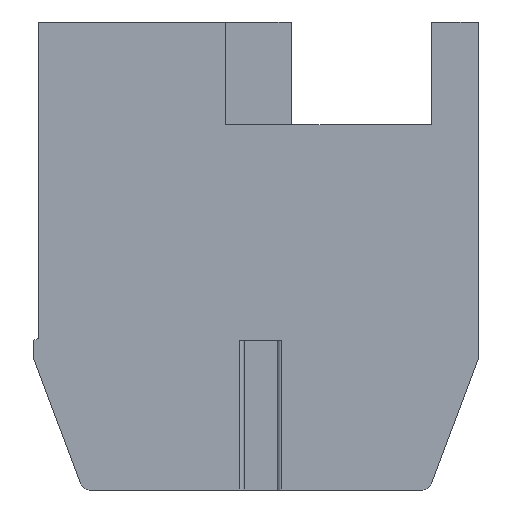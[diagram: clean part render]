
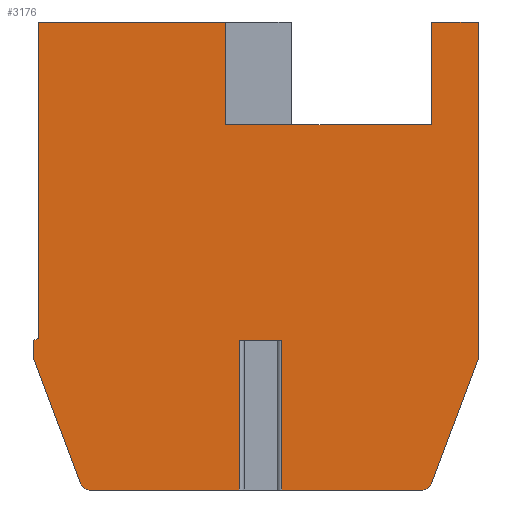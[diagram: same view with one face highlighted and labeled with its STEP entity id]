
A CAD part, front view. The second image highlights one B-rep face of the part: STEP entity #3176.
In plain terms, the highlighted planar face has unit normal (0, -1, 0).
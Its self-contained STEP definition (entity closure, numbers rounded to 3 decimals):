
#1=DIRECTION('',(1.,0.,0.));
#2=VECTOR('',#1,0.906);
#3=CARTESIAN_POINT('',(4.297,0.,-6.8));
#4=LINE('',#3,#2);
#5=DIRECTION('',(0.,0.,-1.));
#6=VECTOR('',#5,3.2);
#7=CARTESIAN_POINT('',(4.297,0.,-6.8));
#8=LINE('',#7,#6);
#9=DIRECTION('',(-1.,0.,0.));
#10=VECTOR('',#9,3.208);
#11=CARTESIAN_POINT('',(4.297,0.,-10.));
#12=LINE('',#11,#10);
#13=CARTESIAN_POINT('',(1.089,0.,-9.8));
#14=DIRECTION('',(0.,1.,0.));
#15=DIRECTION('',(0.,0.,-1.));
#16=AXIS2_PLACEMENT_3D('',#13,#14,#15);
#18=DIRECTION('',(-0.351,0.,0.936));
#19=VECTOR('',#18,2.816);
#20=CARTESIAN_POINT('',(0.901,0.,-9.87));
#21=LINE('',#20,#19);
#22=CARTESIAN_POINT('',(0.1,0.,-7.164));
#23=DIRECTION('',(0.,1.,0.));
#24=DIRECTION('',(-0.936,0.,-0.351));
#25=AXIS2_PLACEMENT_3D('',#22,#23,#24);
#27=DIRECTION('',(0.,0.,1.));
#28=VECTOR('',#27,0.364);
#29=CARTESIAN_POINT('',(-0.1,0.,-7.164));
#30=LINE('',#29,#28);
#31=DIRECTION('',(0.928,0.,0.371));
#32=VECTOR('',#31,0.108);
#33=CARTESIAN_POINT('',(-0.1,0.,-6.8));
#34=LINE('',#33,#32);
#35=DIRECTION('',(0.,0.,1.));
#36=VECTOR('',#35,6.76);
#37=CARTESIAN_POINT('',(0.,0.,-6.76));
#38=LINE('',#37,#36);
#39=DIRECTION('',(1.,0.,0.));
#40=VECTOR('',#39,4.);
#41=CARTESIAN_POINT('',(0.,0.,0.));
#42=LINE('',#41,#40);
#43=DIRECTION('',(0.,0.,-1.));
#44=VECTOR('',#43,2.2);
#45=CARTESIAN_POINT('',(4.,0.,0.));
#46=LINE('',#45,#44);
#47=DIRECTION('',(0.,0.,1.));
#48=VECTOR('',#47,2.2);
#49=CARTESIAN_POINT('',(8.4,0.,-2.2));
#50=LINE('',#49,#48);
#51=DIRECTION('',(1.,0.,0.));
#52=VECTOR('',#51,1.);
#53=CARTESIAN_POINT('',(8.4,0.,0.));
#54=LINE('',#53,#52);
#55=DIRECTION('',(0.,0.,-1.));
#56=VECTOR('',#55,7.164);
#57=CARTESIAN_POINT('',(9.4,0.,0.));
#58=LINE('',#57,#56);
#59=CARTESIAN_POINT('',(9.2,0.,-7.164));
#60=DIRECTION('',(0.,1.,0.));
#61=DIRECTION('',(1.,0.,0.));
#62=AXIS2_PLACEMENT_3D('',#59,#60,#61);
#64=DIRECTION('',(-0.351,0.,-0.936));
#65=VECTOR('',#64,2.816);
#66=CARTESIAN_POINT('',(9.387,0.,-7.234));
#67=LINE('',#66,#65);
#68=CARTESIAN_POINT('',(8.211,0.,-9.8));
#69=DIRECTION('',(0.,1.,0.));
#70=DIRECTION('',(0.936,0.,-0.351));
#71=AXIS2_PLACEMENT_3D('',#68,#69,#70);
#73=DIRECTION('',(-1.,0.,0.));
#74=VECTOR('',#73,3.008);
#75=CARTESIAN_POINT('',(8.211,0.,-10.));
#76=LINE('',#75,#74);
#77=DIRECTION('',(0.,0.,-1.));
#78=VECTOR('',#77,3.2);
#79=CARTESIAN_POINT('',(5.203,0.,-6.8));
#80=LINE('',#79,#78);
#961=DIRECTION('',(-1.,0.,0.));
#962=VECTOR('',#961,4.4);
#963=CARTESIAN_POINT('',(8.4,0.,-2.2));
#964=LINE('',#963,#962);
#2461=CARTESIAN_POINT('',(-0.087,0.,-7.234));
#2462=CARTESIAN_POINT('',(-0.1,0.,-7.164));
#2463=VERTEX_POINT('',#2461);
#2464=VERTEX_POINT('',#2462);
#2465=CARTESIAN_POINT('',(-0.1,0.,-6.8));
#2466=VERTEX_POINT('',#2465);
#2467=CARTESIAN_POINT('',(0.,0.,-6.76));
#2468=VERTEX_POINT('',#2467);
#2469=CARTESIAN_POINT('',(0.,0.,0.));
#2470=VERTEX_POINT('',#2469);
#2471=CARTESIAN_POINT('',(8.4,0.,-2.2));
#2472=CARTESIAN_POINT('',(8.4,0.,0.));
#2473=VERTEX_POINT('',#2471);
#2474=VERTEX_POINT('',#2472);
#2475=CARTESIAN_POINT('',(9.4,0.,0.));
#2476=VERTEX_POINT('',#2475);
#2477=CARTESIAN_POINT('',(9.4,0.,-7.164));
#2478=VERTEX_POINT('',#2477);
#2479=CARTESIAN_POINT('',(9.387,0.,-7.234));
#2480=VERTEX_POINT('',#2479);
#2481=CARTESIAN_POINT('',(8.399,0.,-9.87));
#2482=VERTEX_POINT('',#2481);
#2483=CARTESIAN_POINT('',(8.211,0.,-10.));
#2484=VERTEX_POINT('',#2483);
#2485=CARTESIAN_POINT('',(1.089,0.,-10.));
#2486=CARTESIAN_POINT('',(0.901,0.,-9.87));
#2487=VERTEX_POINT('',#2485);
#2488=VERTEX_POINT('',#2486);
#2693=CARTESIAN_POINT('',(4.,0.,0.));
#2694=CARTESIAN_POINT('',(4.,0.,-2.2));
#2695=VERTEX_POINT('',#2693);
#2696=VERTEX_POINT('',#2694);
#2717=CARTESIAN_POINT('',(4.297,0.,-6.8));
#2718=CARTESIAN_POINT('',(5.203,0.,-6.8));
#2719=VERTEX_POINT('',#2717);
#2720=VERTEX_POINT('',#2718);
#2721=CARTESIAN_POINT('',(4.297,0.,-10.));
#2722=VERTEX_POINT('',#2721);
#2723=CARTESIAN_POINT('',(5.203,0.,-10.));
#2724=VERTEX_POINT('',#2723);
#3129=CARTESIAN_POINT('',(0.,0.,0.));
#3130=DIRECTION('',(0.,1.,0.));
#3131=DIRECTION('',(1.,0.,0.));
#3132=AXIS2_PLACEMENT_3D('',#3129,#3130,#3131);
#3133=PLANE('',#3132);
#3135=ORIENTED_EDGE('',*,*,#3134,.F.);
#3137=ORIENTED_EDGE('',*,*,#3136,.T.);
#3139=ORIENTED_EDGE('',*,*,#3138,.T.);
#3141=ORIENTED_EDGE('',*,*,#3140,.T.);
#3143=ORIENTED_EDGE('',*,*,#3142,.T.);
#3145=ORIENTED_EDGE('',*,*,#3144,.T.);
#3147=ORIENTED_EDGE('',*,*,#3146,.T.);
#3149=ORIENTED_EDGE('',*,*,#3148,.T.);
#3151=ORIENTED_EDGE('',*,*,#3150,.T.);
#3153=ORIENTED_EDGE('',*,*,#3152,.T.);
#3155=ORIENTED_EDGE('',*,*,#3154,.T.);
#3157=ORIENTED_EDGE('',*,*,#3156,.F.);
#3159=ORIENTED_EDGE('',*,*,#3158,.T.);
#3161=ORIENTED_EDGE('',*,*,#3160,.T.);
#3163=ORIENTED_EDGE('',*,*,#3162,.T.);
#3165=ORIENTED_EDGE('',*,*,#3164,.T.);
#3167=ORIENTED_EDGE('',*,*,#3166,.T.);
#3169=ORIENTED_EDGE('',*,*,#3168,.T.);
#3171=ORIENTED_EDGE('',*,*,#3170,.T.);
#3173=ORIENTED_EDGE('',*,*,#3172,.F.);
#3174=EDGE_LOOP('',(#3135,#3137,#3139,#3141,#3143,#3145,#3147,#3149,#3151,#3153,
#3155,#3157,#3159,#3161,#3163,#3165,#3167,#3169,#3171,#3173));
#3175=FACE_OUTER_BOUND('',#3174,.F.);
#3176=ADVANCED_FACE('',(#3175),#3133,.F.);
#17=CIRCLE('',#16,0.2);
#26=CIRCLE('',#25,0.2);
#63=CIRCLE('',#62,0.2);
#72=CIRCLE('',#71,0.2);
#3134=EDGE_CURVE('',#2719,#2720,#4,.T.);
#3136=EDGE_CURVE('',#2719,#2722,#8,.T.);
#3138=EDGE_CURVE('',#2722,#2487,#12,.T.);
#3140=EDGE_CURVE('',#2487,#2488,#17,.T.);
#3142=EDGE_CURVE('',#2488,#2463,#21,.T.);
#3144=EDGE_CURVE('',#2463,#2464,#26,.T.);
#3146=EDGE_CURVE('',#2464,#2466,#30,.T.);
#3148=EDGE_CURVE('',#2466,#2468,#34,.T.);
#3150=EDGE_CURVE('',#2468,#2470,#38,.T.);
#3152=EDGE_CURVE('',#2470,#2695,#42,.T.);
#3154=EDGE_CURVE('',#2695,#2696,#46,.T.);
#3156=EDGE_CURVE('',#2473,#2696,#964,.T.);
#3158=EDGE_CURVE('',#2473,#2474,#50,.T.);
#3160=EDGE_CURVE('',#2474,#2476,#54,.T.);
#3162=EDGE_CURVE('',#2476,#2478,#58,.T.);
#3164=EDGE_CURVE('',#2478,#2480,#63,.T.);
#3166=EDGE_CURVE('',#2480,#2482,#67,.T.);
#3168=EDGE_CURVE('',#2482,#2484,#72,.T.);
#3170=EDGE_CURVE('',#2484,#2724,#76,.T.);
#3172=EDGE_CURVE('',#2720,#2724,#80,.T.);
